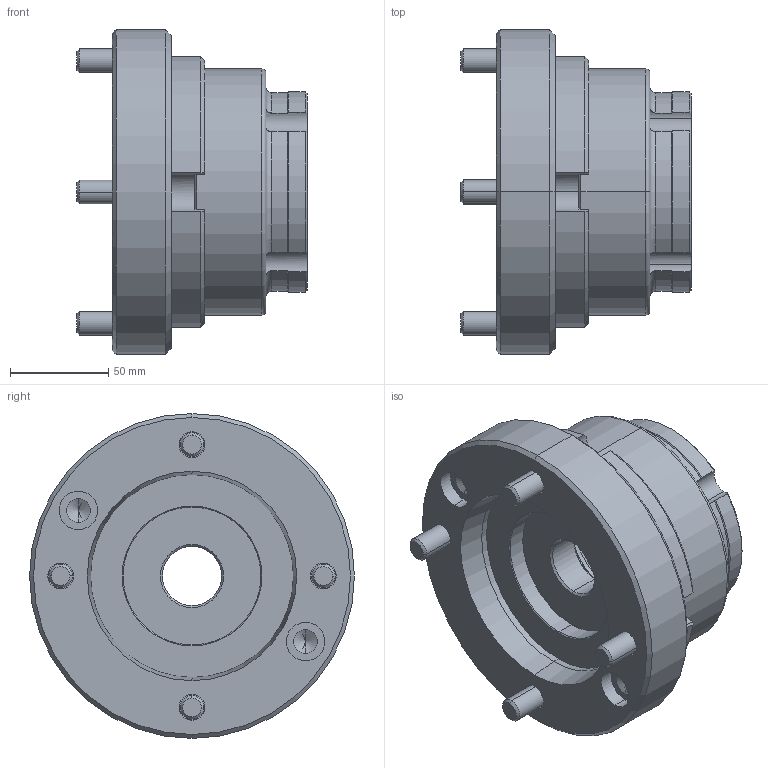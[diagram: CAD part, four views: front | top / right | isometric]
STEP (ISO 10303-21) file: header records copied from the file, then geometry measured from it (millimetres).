
FILE_DESCRIPTION (( 'STEP AP203' ), '1' );
FILE_NAME ('CF-CB-52A6.STEP', '2020-10-30T03:33:17', ( '' ), ( '' ), 'SwSTEP 2.0', 'SolidWorks 2016', '' );
FILE_SCHEMA (( 'CONFIG_CONTROL_DESIGN' ));
Length unit declared in the file: millimetre
Products named in the file (6): CF-CB-52-02000; CF-CB-52A6-01000; 圓頭內六角螺栓_M8x40; 圓頭內六角螺栓_M12x35; CF-CB-52A6; CF-CB-52-01000
Assembly tree (11 placements, depth 2):
  CF-CB-52A6
    CF-CB-52-01000
    CF-CB-52-02000
    CF-CB-52A6-01000
    圓頭內六角螺栓_M8x40  x4
    圓頭內六角螺栓_M12x35  x4
Bounding box: 117 x 165 x 165 mm (x, y, z)
Volume: 1020004.9 mm3; surface area: 173759.9 mm2
Topology: 11 solids, 11 shells, 385 faces, 908 edges, 549 vertices
Faces by surface type: plane 148, cylinder 118, cone 106, torus 13
Entity records: 7854 total; most frequent: CARTESIAN_POINT 1380, DIRECTION 1318, ORIENTED_EDGE 1112, EDGE_CURVE 556, AXIS2_PLACEMENT_3D 553, VERTEX_POINT 351, CIRCLE 304, EDGE_LOOP 277
